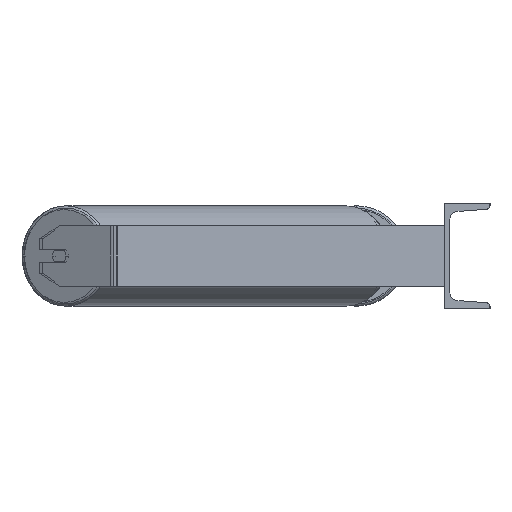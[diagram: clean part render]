
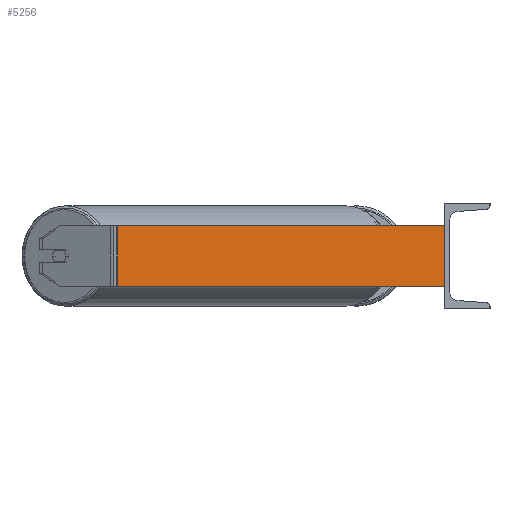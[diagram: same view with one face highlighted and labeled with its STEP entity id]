
A CAD part, left-side view. The second image highlights one B-rep face of the part: STEP entity #5256.
In plain terms, the highlighted planar face has unit normal (-0.996, -0.087, 0).
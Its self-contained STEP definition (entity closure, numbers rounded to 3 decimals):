
#53 = DIRECTION ( 'NONE',  ( 0., 0., -1. ) ) ;
#770 = CARTESIAN_POINT ( 'NONE',  ( -1123.359, 438.445, -40. ) ) ;
#1072 = CARTESIAN_POINT ( 'NONE',  ( -1123.359, 438.445, 40. ) ) ;
#1119 = LINE ( 'NONE', #1072, #8584 ) ;
#1270 = DIRECTION ( 'NONE',  ( -0.087, 0.996, 0. ) ) ;
#1413 = DIRECTION ( 'NONE',  ( 0.996, 0.087, 0. ) ) ;
#1612 = ORIENTED_EDGE ( 'NONE', *, *, #7064, .T. ) ;
#2143 = PLANE ( 'NONE',  #4592 ) ;
#2188 = FACE_OUTER_BOUND ( 'NONE', #3129, .T. ) ;
#2391 = VECTOR ( 'NONE', #7864, 1000. ) ;
#3129 = EDGE_LOOP ( 'NONE', ( #1612, #5828, #8914, #7340 ) ) ;
#3399 = EDGE_CURVE ( 'NONE', #3712, #9098, #1119, .T. ) ;
#3712 = VERTEX_POINT ( 'NONE', #8683 ) ;
#3912 = CARTESIAN_POINT ( 'NONE',  ( -1122.919, 433.42, -40. ) ) ;
#4451 = EDGE_CURVE ( 'NONE', #3712, #5411, #7100, .T. ) ;
#4592 = AXIS2_PLACEMENT_3D ( 'NONE', #7611, #1413, #1270 ) ;
#5078 = LINE ( 'NONE', #8500, #8275 ) ;
#5136 = CARTESIAN_POINT ( 'NONE',  ( -1122.919, 433.42, 40. ) ) ;
#5256 = ADVANCED_FACE ( 'NONE', ( #2188 ), #2143, .F. ) ;
#5411 = VERTEX_POINT ( 'NONE', #3912 ) ;
#5828 = ORIENTED_EDGE ( 'NONE', *, *, #8874, .F. ) ;
#6227 = VERTEX_POINT ( 'NONE', #8878 ) ;
#7027 = CARTESIAN_POINT ( 'NONE',  ( -1085., 0., 40. ) ) ;
#7064 = EDGE_CURVE ( 'NONE', #5411, #6227, #7826, .T. ) ;
#7100 = LINE ( 'NONE', #5136, #7720 ) ;
#7340 = ORIENTED_EDGE ( 'NONE', *, *, #4451, .T. ) ;
#7611 = CARTESIAN_POINT ( 'NONE',  ( -1123.359, 438.445, 40. ) ) ;
#7720 = VECTOR ( 'NONE', #7930, 1000. ) ;
#7826 = LINE ( 'NONE', #770, #2391 ) ;
#7864 = DIRECTION ( 'NONE',  ( 0.087, -0.996, 0. ) ) ;
#7930 = DIRECTION ( 'NONE',  ( 0., 0., -1. ) ) ;
#8106 = DIRECTION ( 'NONE',  ( 0.087, -0.996, 0. ) ) ;
#8275 = VECTOR ( 'NONE', #53, 1000. ) ;
#8500 = CARTESIAN_POINT ( 'NONE',  ( -1085., 0., 40. ) ) ;
#8584 = VECTOR ( 'NONE', #8106, 1000. ) ;
#8683 = CARTESIAN_POINT ( 'NONE',  ( -1122.919, 433.42, 40. ) ) ;
#8874 = EDGE_CURVE ( 'NONE', #9098, #6227, #5078, .T. ) ;
#8878 = CARTESIAN_POINT ( 'NONE',  ( -1085., 0., -40. ) ) ;
#8914 = ORIENTED_EDGE ( 'NONE', *, *, #3399, .F. ) ;
#9098 = VERTEX_POINT ( 'NONE', #7027 ) ;
